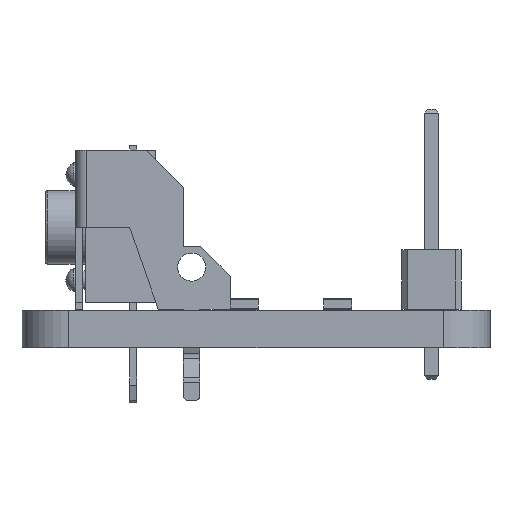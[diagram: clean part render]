
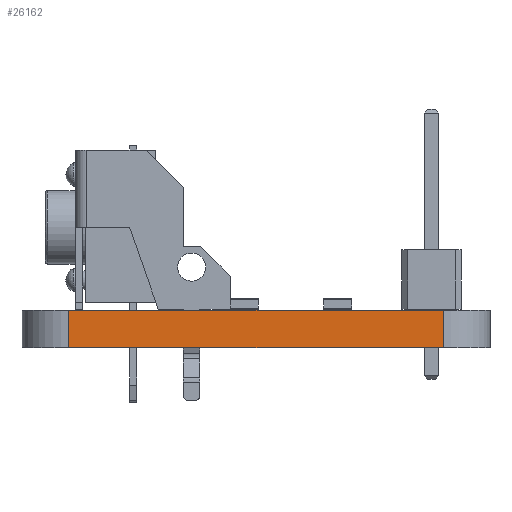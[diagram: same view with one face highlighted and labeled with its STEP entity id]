
A CAD part, left-side view. The second image highlights one B-rep face of the part: STEP entity #26162.
In plain terms, the highlighted planar face has unit normal (-1, 0, 0).
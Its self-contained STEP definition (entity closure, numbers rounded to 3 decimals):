
#24346 = PLANE('',#24347);
#24347 = AXIS2_PLACEMENT_3D('',#24348,#24349,#24350);
#24348 = CARTESIAN_POINT('',(0.,0.,1.6)
  );
#24349 = DIRECTION('',(0.,0.,1.));
#24350 = DIRECTION('',(1.,0.,-0.));
#24374 = CYLINDRICAL_SURFACE('',#24375,2.);
#24375 = AXIS2_PLACEMENT_3D('',#24376,#24377,#24378);
#24376 = CARTESIAN_POINT('',(-23.,8.,0.));
#24377 = DIRECTION('',(-0.,-0.,-1.));
#24378 = DIRECTION('',(1.,0.,-0.));
#24400 = PLANE('',#24401);
#24401 = AXIS2_PLACEMENT_3D('',#24402,#24403,#24404);
#24402 = CARTESIAN_POINT('',(0.,0.,0.));
#24403 = DIRECTION('',(0.,0.,1.));
#24404 = DIRECTION('',(1.,0.,-0.));
#24495 = VERTEX_POINT('',#24496);
#24496 = CARTESIAN_POINT('',(-25.,8.,1.6));
#24518 = EDGE_CURVE('',#24519,#24495,#24521,.T.);
#24519 = VERTEX_POINT('',#24520);
#24520 = CARTESIAN_POINT('',(-25.,8.,0.));
#24521 = SURFACE_CURVE('',#24522,(#24526,#24533),.PCURVE_S1.);
#24522 = LINE('',#24523,#24524);
#24523 = CARTESIAN_POINT('',(-25.,8.,0.));
#24524 = VECTOR('',#24525,1.);
#24525 = DIRECTION('',(0.,0.,1.));
#24526 = PCURVE('',#24374,#24527);
#24527 = DEFINITIONAL_REPRESENTATION('',(#24528),#24532);
#24528 = LINE('',#24529,#24530);
#24529 = CARTESIAN_POINT('',(-3.142,0.));
#24530 = VECTOR('',#24531,1.);
#24531 = DIRECTION('',(-0.,-1.));
#24532 = ( GEOMETRIC_REPRESENTATION_CONTEXT(2) 
PARAMETRIC_REPRESENTATION_CONTEXT() REPRESENTATION_CONTEXT('2D SPACE',''
  ) );
#24533 = PCURVE('',#24534,#24539);
#24534 = PLANE('',#24535);
#24535 = AXIS2_PLACEMENT_3D('',#24536,#24537,#24538);
#24536 = CARTESIAN_POINT('',(-25.,8.,0.));
#24537 = DIRECTION('',(1.,0.,-0.));
#24538 = DIRECTION('',(0.,-1.,0.));
#24539 = DEFINITIONAL_REPRESENTATION('',(#24540),#24544);
#24540 = LINE('',#24541,#24542);
#24541 = CARTESIAN_POINT('',(0.,0.));
#24542 = VECTOR('',#24543,1.);
#24543 = DIRECTION('',(0.,-1.));
#24544 = ( GEOMETRIC_REPRESENTATION_CONTEXT(2) 
PARAMETRIC_REPRESENTATION_CONTEXT() REPRESENTATION_CONTEXT('2D SPACE',''
  ) );
#24573 = EDGE_CURVE('',#24519,#24574,#24576,.T.);
#24574 = VERTEX_POINT('',#24575);
#24575 = CARTESIAN_POINT('',(-25.,-8.,0.));
#24576 = SURFACE_CURVE('',#24577,(#24581,#24588),.PCURVE_S1.);
#24577 = LINE('',#24578,#24579);
#24578 = CARTESIAN_POINT('',(-25.,8.,0.));
#24579 = VECTOR('',#24580,1.);
#24580 = DIRECTION('',(0.,-1.,0.));
#24581 = PCURVE('',#24400,#24582);
#24582 = DEFINITIONAL_REPRESENTATION('',(#24583),#24587);
#24583 = LINE('',#24584,#24585);
#24584 = CARTESIAN_POINT('',(-25.,8.));
#24585 = VECTOR('',#24586,1.);
#24586 = DIRECTION('',(0.,-1.));
#24587 = ( GEOMETRIC_REPRESENTATION_CONTEXT(2) 
PARAMETRIC_REPRESENTATION_CONTEXT() REPRESENTATION_CONTEXT('2D SPACE',''
  ) );
#24588 = PCURVE('',#24534,#24589);
#24589 = DEFINITIONAL_REPRESENTATION('',(#24590),#24594);
#24590 = LINE('',#24591,#24592);
#24591 = CARTESIAN_POINT('',(0.,0.));
#24592 = VECTOR('',#24593,1.);
#24593 = DIRECTION('',(1.,0.));
#24594 = ( GEOMETRIC_REPRESENTATION_CONTEXT(2) 
PARAMETRIC_REPRESENTATION_CONTEXT() REPRESENTATION_CONTEXT('2D SPACE',''
  ) );
#24613 = CYLINDRICAL_SURFACE('',#24614,2.);
#24614 = AXIS2_PLACEMENT_3D('',#24615,#24616,#24617);
#24615 = CARTESIAN_POINT('',(-23.,-8.,0.));
#24616 = DIRECTION('',(-0.,-0.,-1.));
#24617 = DIRECTION('',(1.,0.,-0.));
#25422 = EDGE_CURVE('',#24495,#25423,#25425,.T.);
#25423 = VERTEX_POINT('',#25424);
#25424 = CARTESIAN_POINT('',(-25.,-8.,1.6));
#25425 = SURFACE_CURVE('',#25426,(#25430,#25437),.PCURVE_S1.);
#25426 = LINE('',#25427,#25428);
#25427 = CARTESIAN_POINT('',(-25.,8.,1.6));
#25428 = VECTOR('',#25429,1.);
#25429 = DIRECTION('',(0.,-1.,0.));
#25430 = PCURVE('',#24346,#25431);
#25431 = DEFINITIONAL_REPRESENTATION('',(#25432),#25436);
#25432 = LINE('',#25433,#25434);
#25433 = CARTESIAN_POINT('',(-25.,8.));
#25434 = VECTOR('',#25435,1.);
#25435 = DIRECTION('',(0.,-1.));
#25436 = ( GEOMETRIC_REPRESENTATION_CONTEXT(2) 
PARAMETRIC_REPRESENTATION_CONTEXT() REPRESENTATION_CONTEXT('2D SPACE',''
  ) );
#25437 = PCURVE('',#24534,#25438);
#25438 = DEFINITIONAL_REPRESENTATION('',(#25439),#25443);
#25439 = LINE('',#25440,#25441);
#25440 = CARTESIAN_POINT('',(0.,-1.6));
#25441 = VECTOR('',#25442,1.);
#25442 = DIRECTION('',(1.,0.));
#25443 = ( GEOMETRIC_REPRESENTATION_CONTEXT(2) 
PARAMETRIC_REPRESENTATION_CONTEXT() REPRESENTATION_CONTEXT('2D SPACE',''
  ) );
#26162 = ADVANCED_FACE('',(#26163),#24534,.F.);
#26163 = FACE_BOUND('',#26164,.F.);
#26164 = EDGE_LOOP('',(#26165,#26166,#26167,#26188));
#26165 = ORIENTED_EDGE('',*,*,#24518,.T.);
#26166 = ORIENTED_EDGE('',*,*,#25422,.T.);
#26167 = ORIENTED_EDGE('',*,*,#26168,.F.);
#26168 = EDGE_CURVE('',#24574,#25423,#26169,.T.);
#26169 = SURFACE_CURVE('',#26170,(#26174,#26181),.PCURVE_S1.);
#26170 = LINE('',#26171,#26172);
#26171 = CARTESIAN_POINT('',(-25.,-8.,0.));
#26172 = VECTOR('',#26173,1.);
#26173 = DIRECTION('',(0.,0.,1.));
#26174 = PCURVE('',#24534,#26175);
#26175 = DEFINITIONAL_REPRESENTATION('',(#26176),#26180);
#26176 = LINE('',#26177,#26178);
#26177 = CARTESIAN_POINT('',(16.,0.));
#26178 = VECTOR('',#26179,1.);
#26179 = DIRECTION('',(0.,-1.));
#26180 = ( GEOMETRIC_REPRESENTATION_CONTEXT(2) 
PARAMETRIC_REPRESENTATION_CONTEXT() REPRESENTATION_CONTEXT('2D SPACE',''
  ) );
#26181 = PCURVE('',#24613,#26182);
#26182 = DEFINITIONAL_REPRESENTATION('',(#26183),#26187);
#26183 = LINE('',#26184,#26185);
#26184 = CARTESIAN_POINT('',(-3.142,0.));
#26185 = VECTOR('',#26186,1.);
#26186 = DIRECTION('',(-0.,-1.));
#26187 = ( GEOMETRIC_REPRESENTATION_CONTEXT(2) 
PARAMETRIC_REPRESENTATION_CONTEXT() REPRESENTATION_CONTEXT('2D SPACE',''
  ) );
#26188 = ORIENTED_EDGE('',*,*,#24573,.F.);
